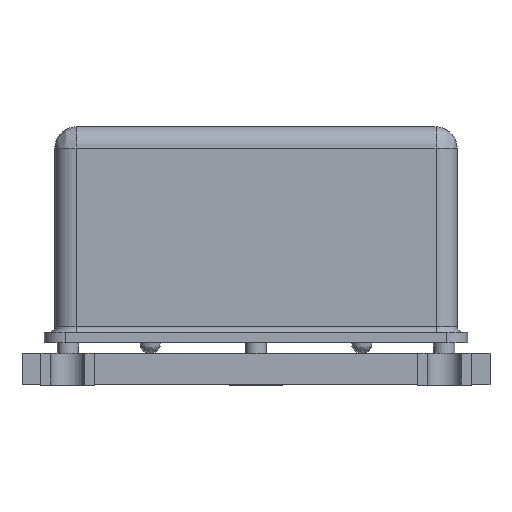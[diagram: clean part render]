
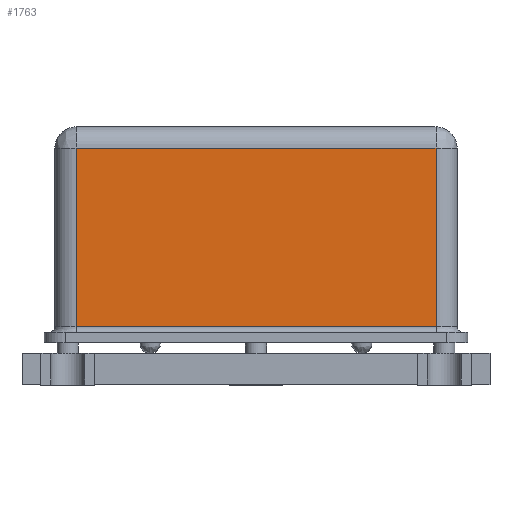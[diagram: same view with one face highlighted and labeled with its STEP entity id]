
A CAD part, front view. The second image highlights one B-rep face of the part: STEP entity #1763.
In plain terms, the highlighted planar face has unit normal (0, -1, 0).
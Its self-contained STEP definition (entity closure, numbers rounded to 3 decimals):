
#214 = DIRECTION ( 'NONE',  ( 0., 0., 1. ) ) ;
#500 = DIRECTION ( 'NONE',  ( 1., 0., 0. ) ) ;
#996 = DIRECTION ( 'NONE',  ( 0., 0., 1. ) ) ;
#1407 = CARTESIAN_POINT ( 'NONE',  ( 8.5, -10., 11.2 ) ) ;
#1612 = VECTOR ( 'NONE', #2992, 1000. ) ;
#1763 = ADVANCED_FACE ( 'NONE', ( #12265 ), #13650, .F. ) ;
#1829 = CARTESIAN_POINT ( 'NONE',  ( -8.5, -10., 2.75 ) ) ;
#2058 = AXIS2_PLACEMENT_3D ( 'NONE', #5867, #11529, #996 ) ;
#2899 = EDGE_LOOP ( 'NONE', ( #13723, #8995, #7350, #10418 ) ) ;
#2992 = DIRECTION ( 'NONE',  ( 1., 0., 0. ) ) ;
#3194 = EDGE_CURVE ( 'NONE', #4143, #5759, #8278, .T. ) ;
#3262 = EDGE_CURVE ( 'NONE', #10475, #3308, #10840, .T. ) ;
#3308 = VERTEX_POINT ( 'NONE', #3362 ) ;
#3362 = CARTESIAN_POINT ( 'NONE',  ( -8.5, -10., 11.2 ) ) ;
#3549 = DIRECTION ( 'NONE',  ( 0., 0., -1. ) ) ;
#3610 = EDGE_CURVE ( 'NONE', #10475, #5759, #6320, .T. ) ;
#4143 = VERTEX_POINT ( 'NONE', #1407 ) ;
#4297 = VECTOR ( 'NONE', #214, 1000. ) ;
#4359 = CARTESIAN_POINT ( 'NONE',  ( -8.5, -10., 2.75 ) ) ;
#5557 = LINE ( 'NONE', #12714, #1612 ) ;
#5759 = VERTEX_POINT ( 'NONE', #12628 ) ;
#5867 = CARTESIAN_POINT ( 'NONE',  ( -8.5, -10., 12.2 ) ) ;
#6320 = LINE ( 'NONE', #1829, #13262 ) ;
#7350 = ORIENTED_EDGE ( 'NONE', *, *, #13032, .F. ) ;
#8278 = LINE ( 'NONE', #10605, #13959 ) ;
#8995 = ORIENTED_EDGE ( 'NONE', *, *, #3194, .F. ) ;
#10418 = ORIENTED_EDGE ( 'NONE', *, *, #3262, .F. ) ;
#10475 = VERTEX_POINT ( 'NONE', #4359 ) ;
#10605 = CARTESIAN_POINT ( 'NONE',  ( 8.5, -10., 12.2 ) ) ;
#10840 = LINE ( 'NONE', #11788, #4297 ) ;
#11529 = DIRECTION ( 'NONE',  ( 0., 1., 0. ) ) ;
#11788 = CARTESIAN_POINT ( 'NONE',  ( -8.5, -10., 12.2 ) ) ;
#12265 = FACE_OUTER_BOUND ( 'NONE', #2899, .T. ) ;
#12628 = CARTESIAN_POINT ( 'NONE',  ( 8.5, -10., 2.75 ) ) ;
#12714 = CARTESIAN_POINT ( 'NONE',  ( -8.5, -10., 11.2 ) ) ;
#13032 = EDGE_CURVE ( 'NONE', #3308, #4143, #5557, .T. ) ;
#13262 = VECTOR ( 'NONE', #500, 1000. ) ;
#13650 = PLANE ( 'NONE',  #2058 ) ;
#13723 = ORIENTED_EDGE ( 'NONE', *, *, #3610, .T. ) ;
#13959 = VECTOR ( 'NONE', #3549, 1000. ) ;
